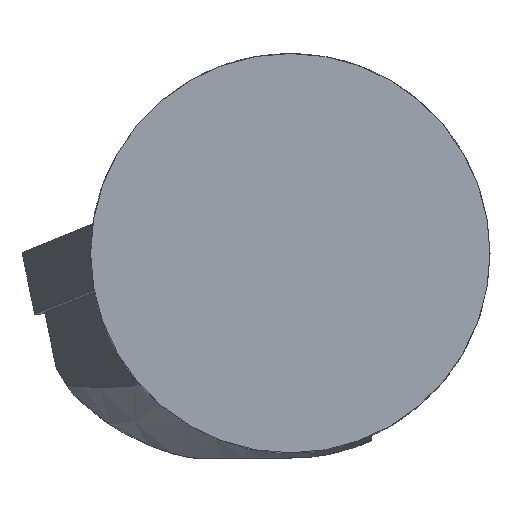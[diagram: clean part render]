
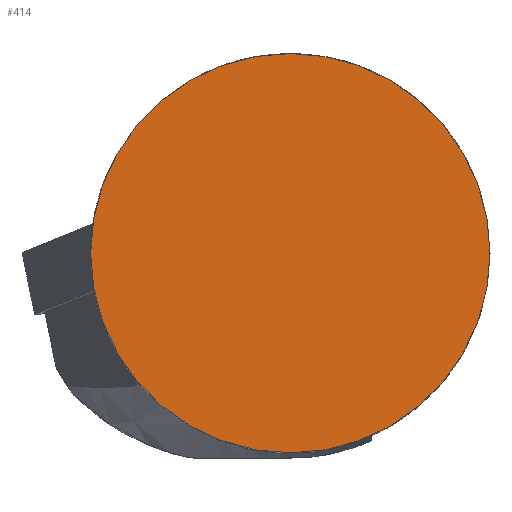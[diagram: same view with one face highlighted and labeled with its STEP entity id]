
A CAD part, top view. The second image highlights one B-rep face of the part: STEP entity #414.
In plain terms, the highlighted planar face has unit normal (0, 0, 1).
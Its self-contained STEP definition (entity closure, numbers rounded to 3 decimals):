
#414=ADVANCED_FACE('',(#531),#494,.T.);
#494=PLANE('',#1530);
#531=FACE_OUTER_BOUND('',#597,.T.);
#597=EDGE_LOOP('',(#691));
#691=ORIENTED_EDGE('',*,*,#1219,.F.);
#1085=VERTEX_POINT('',#2041);
#1219=EDGE_CURVE('',#1085,#1085,#1416,.T.);
#1416=CIRCLE('',#1529,20.);
#1529=AXIS2_PLACEMENT_3D('',#2040,#1677,#1678);
#1530=AXIS2_PLACEMENT_3D('',#2042,#1679,#1680);
#1677=DIRECTION('',(0.,0.,-1.));
#1678=DIRECTION('',(1.,0.,0.));
#1679=DIRECTION('',(0.,0.,1.));
#1680=DIRECTION('',(1.,0.,0.));
#2040=CARTESIAN_POINT('',(0.,0.,0.));
#2041=CARTESIAN_POINT('',(20.,0.,0.));
#2042=CARTESIAN_POINT('',(0.,0.,0.));
